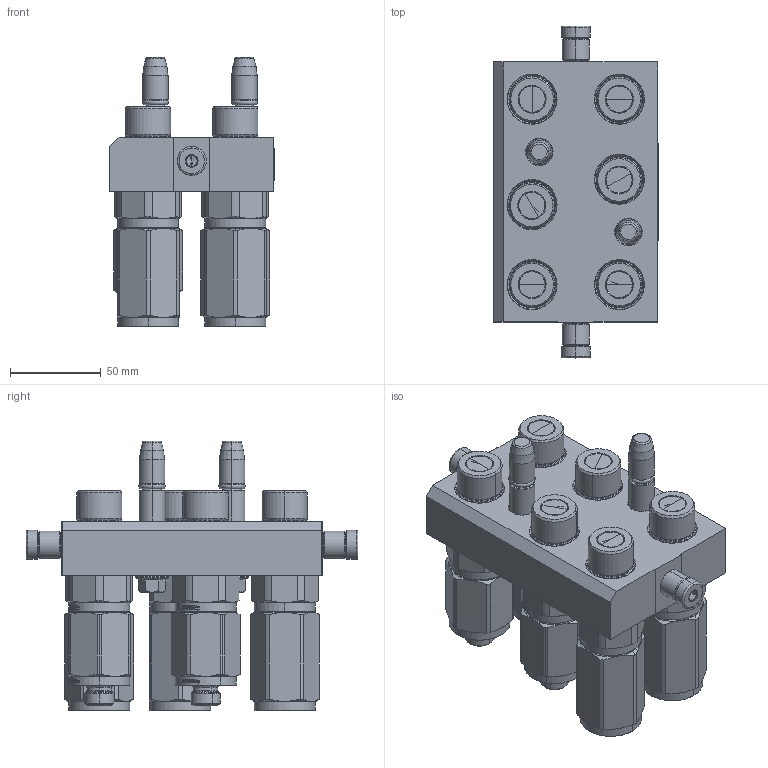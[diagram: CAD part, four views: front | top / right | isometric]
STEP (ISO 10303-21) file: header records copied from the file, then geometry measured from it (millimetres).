
FILE_DESCRIPTION (( 'STEP AP214' ), '1' );
FILE_NAME ('FASTER.step', '2021-02-04T09:49:34', ( '' ), ( '' ), 'SwSTEP 2.0', 'SolidWorks 2017', '' );
FILE_SCHEMA (( 'AUTOMOTIVE_DESIGN' ));
Length unit declared in the file: millimetre
Products named in the file (13): 4830_028_1000_011; 1540_080_0008_000; 4830_013_3000_030; or2_62x9_19_m; FASTER; 4850_010_0000_010; P608_M_BASE; 3ffnp12-2_16m; 3ffnp12_gas_m; et002; 4830_021_0000_000
Assembly tree (21 placements, depth 3):
  FASTER
    P608_M_BASE
      4850_010_0000_010
      4830_021_0000_000  x2
      4830_013_3000_030  x2
      4830_028_1000_011  x2
      1540_080_0008_000  x2
      or2_62x9_19_m  x2
    3ffnp12-2_16m  x2
      3ffnp12-2_16m
    3ffnp12_gas_m  x4
      3ffnp12_gas_m
    et002
Bounding box: 90.3 x 182.6 x 148.2 mm (x, y, z)
Volume: 2873.9 mm3; surface area: 174809 mm2
Topology: 5 solids, 70 shells, 2949 faces, 8963 edges, 5920 vertices
Faces by surface type: plane 1662, cylinder 485, cone 458, bspline 192, torus 152
Entity records: 70701 total; most frequent: CARTESIAN_POINT 18385, ORIENTED_EDGE 9612, DIRECTION 8827, EDGE_CURVE 5145, LINE 3545, VECTOR 3545, VERTEX_POINT 3391, AXIS2_PLACEMENT_3D 2641
